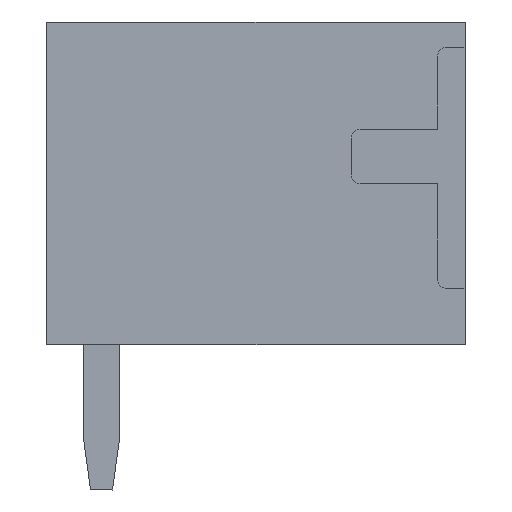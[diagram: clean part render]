
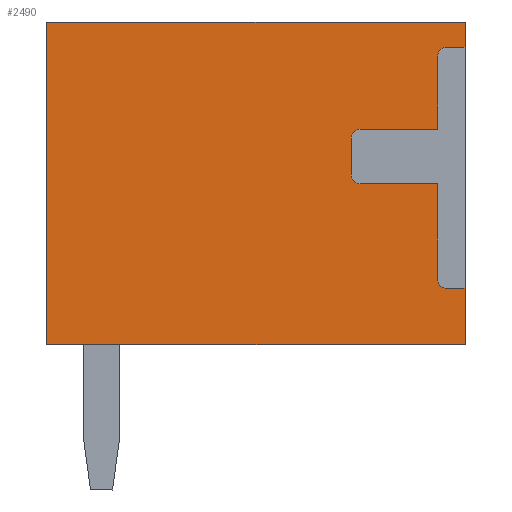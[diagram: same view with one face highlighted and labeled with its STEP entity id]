
A CAD part, left-side view. The second image highlights one B-rep face of the part: STEP entity #2490.
In plain terms, the highlighted planar face has unit normal (-1, 0, 0).
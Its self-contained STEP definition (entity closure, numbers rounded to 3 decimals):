
#2390=AXIS2_PLACEMENT_3D('Plane Axis2P3D',#2387,#2388,#2389) ;
#2406=AXIS2_PLACEMENT_3D('Circle Axis2P3D',#2404,#2405,$) ;
#2427=AXIS2_PLACEMENT_3D('Circle Axis2P3D',#2425,#2426,$) ;
#2441=AXIS2_PLACEMENT_3D('Circle Axis2P3D',#2439,#2440,$) ;
#2462=AXIS2_PLACEMENT_3D('Circle Axis2P3D',#2460,#2461,$) ;
#77=CARTESIAN_POINT('Vertex',(0.3,0.,10.3)) ;
#80=CARTESIAN_POINT('Line Origine',(0.3,0.,10.02)) ;
#84=CARTESIAN_POINT('Vertex',(0.3,0.,9.74)) ;
#105=CARTESIAN_POINT('Vertex',(0.3,0.,4.44)) ;
#108=CARTESIAN_POINT('Line Origine',(0.3,0.,3.82)) ;
#112=CARTESIAN_POINT('Vertex',(0.3,0.,3.2)) ;
#1861=CARTESIAN_POINT('Vertex',(0.3,9.2,10.3)) ;
#1864=CARTESIAN_POINT('Line Origine',(0.3,4.6,10.3)) ;
#2287=CARTESIAN_POINT('Line Origine',(0.3,4.6,3.2)) ;
#2291=CARTESIAN_POINT('Vertex',(0.3,9.2,3.2)) ;
#2387=CARTESIAN_POINT('Axis2P3D Location',(0.3,0.,0.)) ;
#2392=CARTESIAN_POINT('Line Origine',(0.3,9.2,6.75)) ;
#2397=CARTESIAN_POINT('Line Origine',(0.3,0.2,4.44)) ;
#2401=CARTESIAN_POINT('Vertex',(0.3,0.4,4.44)) ;
#2404=CARTESIAN_POINT('Axis2P3D Location',(0.3,0.4,4.64)) ;
#2408=CARTESIAN_POINT('Vertex',(0.3,0.6,4.64)) ;
#2411=CARTESIAN_POINT('Line Origine',(0.3,0.6,5.69)) ;
#2415=CARTESIAN_POINT('Vertex',(0.3,0.6,6.74)) ;
#2418=CARTESIAN_POINT('Line Origine',(0.3,1.45,6.74)) ;
#2422=CARTESIAN_POINT('Vertex',(0.3,2.3,6.74)) ;
#2425=CARTESIAN_POINT('Axis2P3D Location',(0.3,2.3,6.94)) ;
#2429=CARTESIAN_POINT('Vertex',(0.3,2.5,6.94)) ;
#2432=CARTESIAN_POINT('Line Origine',(0.3,2.5,7.34)) ;
#2436=CARTESIAN_POINT('Vertex',(0.3,2.5,7.74)) ;
#2439=CARTESIAN_POINT('Axis2P3D Location',(0.3,2.3,7.74)) ;
#2443=CARTESIAN_POINT('Vertex',(0.3,2.3,7.94)) ;
#2446=CARTESIAN_POINT('Line Origine',(0.3,1.45,7.94)) ;
#2450=CARTESIAN_POINT('Vertex',(0.3,0.6,7.94)) ;
#2453=CARTESIAN_POINT('Line Origine',(0.3,0.6,8.74)) ;
#2457=CARTESIAN_POINT('Vertex',(0.3,0.6,9.54)) ;
#2460=CARTESIAN_POINT('Axis2P3D Location',(0.3,0.4,9.54)) ;
#2464=CARTESIAN_POINT('Vertex',(0.3,0.4,9.74)) ;
#2467=CARTESIAN_POINT('Line Origine',(0.3,0.2,9.74)) ;
#81=DIRECTION('Vector Direction',(0.,0.,-1.)) ;
#109=DIRECTION('Vector Direction',(0.,0.,-1.)) ;
#1865=DIRECTION('Vector Direction',(0.,-1.,0.)) ;
#2288=DIRECTION('Vector Direction',(0.,1.,0.)) ;
#2388=DIRECTION('Axis2P3D Direction',(-1.,0.,0.)) ;
#2389=DIRECTION('Axis2P3D XDirection',(0.,-1.,0.)) ;
#2393=DIRECTION('Vector Direction',(0.,0.,1.)) ;
#2398=DIRECTION('Vector Direction',(0.,-1.,0.)) ;
#2405=DIRECTION('Axis2P3D Direction',(-1.,0.,0.)) ;
#2412=DIRECTION('Vector Direction',(0.,0.,-1.)) ;
#2419=DIRECTION('Vector Direction',(0.,-1.,0.)) ;
#2426=DIRECTION('Axis2P3D Direction',(-1.,0.,0.)) ;
#2433=DIRECTION('Vector Direction',(0.,0.,-1.)) ;
#2440=DIRECTION('Axis2P3D Direction',(-1.,0.,0.)) ;
#2447=DIRECTION('Vector Direction',(0.,1.,0.)) ;
#2454=DIRECTION('Vector Direction',(0.,0.,-1.)) ;
#2461=DIRECTION('Axis2P3D Direction',(-1.,0.,0.)) ;
#2468=DIRECTION('Vector Direction',(0.,1.,0.)) ;
#82=VECTOR('Line Direction',#81,1.) ;
#110=VECTOR('Line Direction',#109,1.) ;
#1866=VECTOR('Line Direction',#1865,1.) ;
#2289=VECTOR('Line Direction',#2288,1.) ;
#2394=VECTOR('Line Direction',#2393,1.) ;
#2399=VECTOR('Line Direction',#2398,1.) ;
#2413=VECTOR('Line Direction',#2412,1.) ;
#2420=VECTOR('Line Direction',#2419,1.) ;
#2434=VECTOR('Line Direction',#2433,1.) ;
#2448=VECTOR('Line Direction',#2447,1.) ;
#2455=VECTOR('Line Direction',#2454,1.) ;
#2469=VECTOR('Line Direction',#2468,1.) ;
#2473=ORIENTED_EDGE('',*,*,#86,.T.) ;
#2474=ORIENTED_EDGE('',*,*,#1868,.T.) ;
#2475=ORIENTED_EDGE('',*,*,#2396,.T.) ;
#2476=ORIENTED_EDGE('',*,*,#2293,.T.) ;
#2477=ORIENTED_EDGE('',*,*,#114,.T.) ;
#2478=ORIENTED_EDGE('',*,*,#2403,.T.) ;
#2479=ORIENTED_EDGE('',*,*,#2410,.T.) ;
#2480=ORIENTED_EDGE('',*,*,#2417,.T.) ;
#2481=ORIENTED_EDGE('',*,*,#2424,.T.) ;
#2482=ORIENTED_EDGE('',*,*,#2431,.T.) ;
#2483=ORIENTED_EDGE('',*,*,#2438,.T.) ;
#2484=ORIENTED_EDGE('',*,*,#2445,.T.) ;
#2485=ORIENTED_EDGE('',*,*,#2452,.T.) ;
#2486=ORIENTED_EDGE('',*,*,#2459,.T.) ;
#2487=ORIENTED_EDGE('',*,*,#2466,.T.) ;
#2488=ORIENTED_EDGE('',*,*,#2471,.T.) ;
#2490=ADVANCED_FACE('HOUSING',(#2489),#2391,.T.) ;
#2407=CIRCLE('generated circle',#2406,0.2) ;
#2428=CIRCLE('generated circle',#2427,0.2) ;
#2442=CIRCLE('generated circle',#2441,0.2) ;
#2463=CIRCLE('generated circle',#2462,0.2) ;
#86=EDGE_CURVE('',#85,#78,#83,.F.) ;
#114=EDGE_CURVE('',#113,#106,#111,.F.) ;
#1868=EDGE_CURVE('',#78,#1862,#1867,.F.) ;
#2293=EDGE_CURVE('',#2292,#113,#2290,.F.) ;
#2396=EDGE_CURVE('',#1862,#2292,#2395,.F.) ;
#2403=EDGE_CURVE('',#106,#2402,#2400,.F.) ;
#2410=EDGE_CURVE('',#2402,#2409,#2407,.F.) ;
#2417=EDGE_CURVE('',#2409,#2416,#2414,.F.) ;
#2424=EDGE_CURVE('',#2416,#2423,#2421,.F.) ;
#2431=EDGE_CURVE('',#2423,#2430,#2428,.F.) ;
#2438=EDGE_CURVE('',#2430,#2437,#2435,.F.) ;
#2445=EDGE_CURVE('',#2437,#2444,#2442,.F.) ;
#2452=EDGE_CURVE('',#2444,#2451,#2449,.F.) ;
#2459=EDGE_CURVE('',#2451,#2458,#2456,.F.) ;
#2466=EDGE_CURVE('',#2458,#2465,#2463,.F.) ;
#2471=EDGE_CURVE('',#2465,#85,#2470,.F.) ;
#2472=EDGE_LOOP('',(#2473,#2474,#2475,#2476,#2477,#2478,#2479,#2480,#2481,#2482,#2483,#2484,#2485,#2486,#2487,#2488)) ;
#2489=FACE_OUTER_BOUND('',#2472,.T.) ;
#83=LINE('Line',#80,#82) ;
#111=LINE('Line',#108,#110) ;
#1867=LINE('Line',#1864,#1866) ;
#2290=LINE('Line',#2287,#2289) ;
#2395=LINE('Line',#2392,#2394) ;
#2400=LINE('Line',#2397,#2399) ;
#2414=LINE('Line',#2411,#2413) ;
#2421=LINE('Line',#2418,#2420) ;
#2435=LINE('Line',#2432,#2434) ;
#2449=LINE('Line',#2446,#2448) ;
#2456=LINE('Line',#2453,#2455) ;
#2470=LINE('Line',#2467,#2469) ;
#2391=PLANE('',#2390) ;
#78=VERTEX_POINT('',#77) ;
#85=VERTEX_POINT('',#84) ;
#106=VERTEX_POINT('',#105) ;
#113=VERTEX_POINT('',#112) ;
#1862=VERTEX_POINT('',#1861) ;
#2292=VERTEX_POINT('',#2291) ;
#2402=VERTEX_POINT('',#2401) ;
#2409=VERTEX_POINT('',#2408) ;
#2416=VERTEX_POINT('',#2415) ;
#2423=VERTEX_POINT('',#2422) ;
#2430=VERTEX_POINT('',#2429) ;
#2437=VERTEX_POINT('',#2436) ;
#2444=VERTEX_POINT('',#2443) ;
#2451=VERTEX_POINT('',#2450) ;
#2458=VERTEX_POINT('',#2457) ;
#2465=VERTEX_POINT('',#2464) ;
